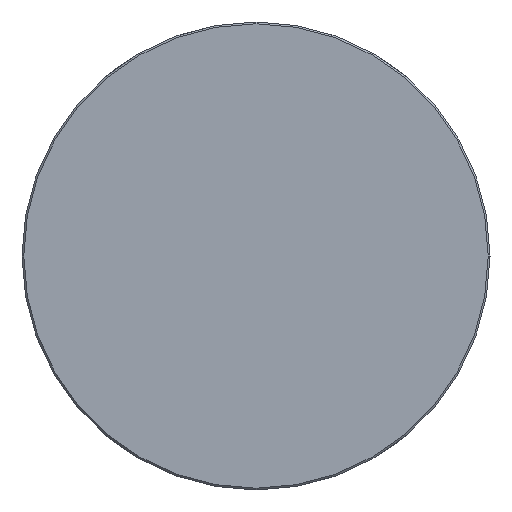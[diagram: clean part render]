
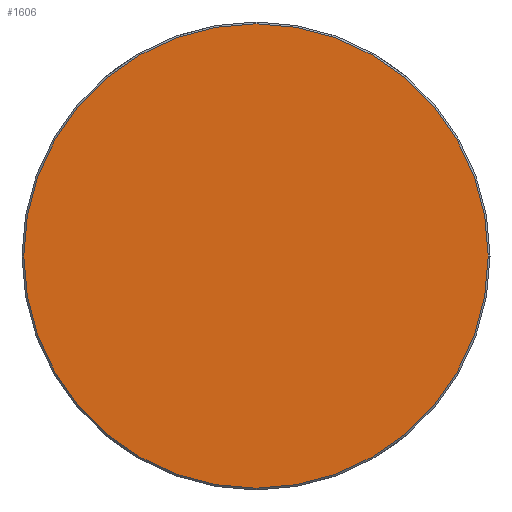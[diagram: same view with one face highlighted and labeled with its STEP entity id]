
A CAD part, left-side view. The second image highlights one B-rep face of the part: STEP entity #1606.
In plain terms, the highlighted planar face has unit normal (-1, 0, 0).
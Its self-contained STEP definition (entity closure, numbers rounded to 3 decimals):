
#40 = CARTESIAN_POINT ( 'NONE',  ( -76.8, 0., 0. ) ) ;
#115 = DIRECTION ( 'NONE',  ( -1., 0., 0. ) ) ;
#133 = AXIS2_PLACEMENT_3D ( 'NONE', #634, #1312, #1608 ) ;
#162 = CIRCLE ( 'NONE', #759, 38.7 ) ;
#217 = DIRECTION ( 'NONE',  ( 0., -1., 0. ) ) ;
#478 = CARTESIAN_POINT ( 'NONE',  ( -76.8, 0., 38.7 ) ) ;
#553 = VERTEX_POINT ( 'NONE', #1863 ) ;
#589 = CIRCLE ( 'NONE', #133, 38.7 ) ;
#634 = CARTESIAN_POINT ( 'NONE',  ( -76.8, 0., 0. ) ) ;
#657 = PLANE ( 'NONE',  #713 ) ;
#713 = AXIS2_PLACEMENT_3D ( 'NONE', #911, #115, #217 ) ;
#759 = AXIS2_PLACEMENT_3D ( 'NONE', #40, #1749, #1469 ) ;
#897 = ORIENTED_EDGE ( 'NONE', *, *, #1422, .T. ) ;
#911 = CARTESIAN_POINT ( 'NONE',  ( -76.8, 39.164, -39.164 ) ) ;
#1125 = EDGE_CURVE ( 'NONE', #1138, #553, #162, .T. ) ;
#1130 = FACE_OUTER_BOUND ( 'NONE', #1692, .T. ) ;
#1138 = VERTEX_POINT ( 'NONE', #478 ) ;
#1312 = DIRECTION ( 'NONE',  ( -1., 0., 0. ) ) ;
#1422 = EDGE_CURVE ( 'NONE', #553, #1138, #589, .T. ) ;
#1469 = DIRECTION ( 'NONE',  ( 0., 0., -1. ) ) ;
#1606 = ADVANCED_FACE ( 'NONE', ( #1130 ), #657, .T. ) ;
#1608 = DIRECTION ( 'NONE',  ( 0., 0., -1. ) ) ;
#1644 = ORIENTED_EDGE ( 'NONE', *, *, #1125, .T. ) ;
#1692 = EDGE_LOOP ( 'NONE', ( #897, #1644 ) ) ;
#1749 = DIRECTION ( 'NONE',  ( -1., 0., 0. ) ) ;
#1863 = CARTESIAN_POINT ( 'NONE',  ( -76.8, 0., -38.7 ) ) ;
